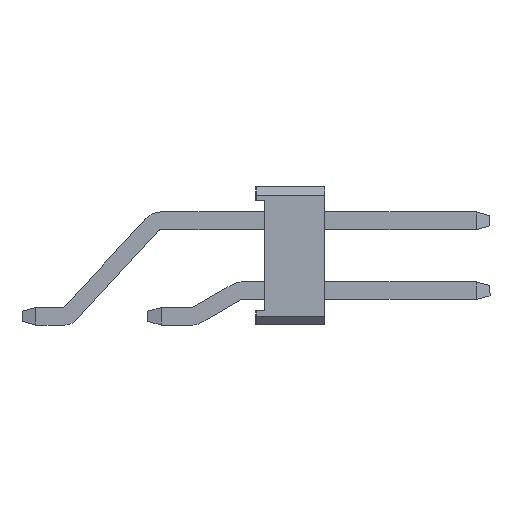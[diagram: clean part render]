
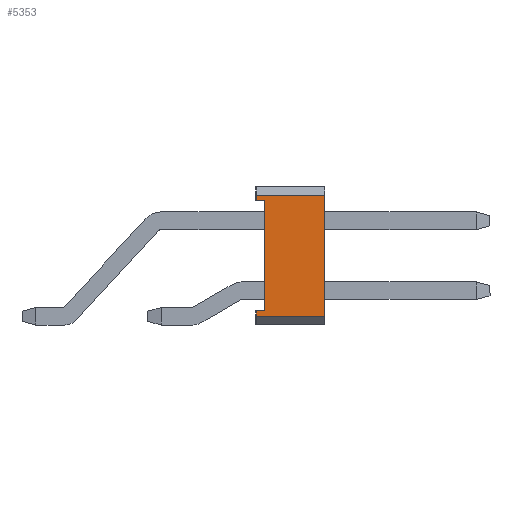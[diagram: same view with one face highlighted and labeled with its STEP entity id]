
A CAD part, left-side view. The second image highlights one B-rep face of the part: STEP entity #5353.
In plain terms, the highlighted planar face has unit normal (-1, 0, 0).
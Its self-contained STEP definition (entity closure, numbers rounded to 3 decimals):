
#18 = CARTESIAN_POINT ( 'NONE',  ( -3.81, -2.55, 3.5 ) ) ;
#102 = CARTESIAN_POINT ( 'NONE',  ( -3.81, -0.05, -0.9 ) ) ;
#311 = DIRECTION ( 'NONE',  ( 0., 1., 0. ) ) ;
#874 = VERTEX_POINT ( 'NONE', #14386 ) ;
#924 = VECTOR ( 'NONE', #3042, 1000. ) ;
#1174 = VERTEX_POINT ( 'NONE', #102 ) ;
#1464 = EDGE_CURVE ( 'NONE', #1174, #874, #4402, .T. ) ;
#1581 = CARTESIAN_POINT ( 'NONE',  ( -3.81, -0.05, 3.5 ) ) ;
#1828 = FACE_OUTER_BOUND ( 'NONE', #14777, .T. ) ;
#1861 = CARTESIAN_POINT ( 'NONE',  ( -3.81, -2.55, 3.3 ) ) ;
#2090 = LINE ( 'NONE', #1861, #3745 ) ;
#2783 = DIRECTION ( 'NONE',  ( 0., 0., 1. ) ) ;
#2929 = LINE ( 'NONE', #14350, #924 ) ;
#3042 = DIRECTION ( 'NONE',  ( 0., 0., 1. ) ) ;
#3745 = VECTOR ( 'NONE', #14913, 1000. ) ;
#3958 = CARTESIAN_POINT ( 'NONE',  ( -3.81, -0.35, 3.3 ) ) ;
#4402 = LINE ( 'NONE', #17354, #5964 ) ;
#4673 = DIRECTION ( 'NONE',  ( 0., 0., 1. ) ) ;
#4826 = ORIENTED_EDGE ( 'NONE', *, *, #15443, .T. ) ;
#4900 = VERTEX_POINT ( 'NONE', #3958 ) ;
#5045 = EDGE_CURVE ( 'NONE', #874, #10248, #18368, .T. ) ;
#5106 = ORIENTED_EDGE ( 'NONE', *, *, #14341, .F. ) ;
#5149 = CARTESIAN_POINT ( 'NONE',  ( -3.81, -2.55, 3.5 ) ) ;
#5271 = DIRECTION ( 'NONE',  ( 0., -1., 0. ) ) ;
#5353 = ADVANCED_FACE ( 'NONE', ( #1828 ), #13257, .T. ) ;
#5676 = CARTESIAN_POINT ( 'NONE',  ( -3.81, -0.05, 3.3 ) ) ;
#5684 = CARTESIAN_POINT ( 'NONE',  ( -3.81, -2.55, 3.5 ) ) ;
#5964 = VECTOR ( 'NONE', #2783, 1000. ) ;
#5987 = DIRECTION ( 'NONE',  ( 0., 1., 0. ) ) ;
#6064 = ORIENTED_EDGE ( 'NONE', *, *, #8416, .F. ) ;
#6382 = VERTEX_POINT ( 'NONE', #5676 ) ;
#6545 = LINE ( 'NONE', #18, #10625 ) ;
#7952 = CARTESIAN_POINT ( 'NONE',  ( -3.81, -0.35, 3.5 ) ) ;
#8011 = VECTOR ( 'NONE', #5271, 1000. ) ;
#8102 = VERTEX_POINT ( 'NONE', #16881 ) ;
#8178 = LINE ( 'NONE', #7952, #19775 ) ;
#8243 = EDGE_CURVE ( 'NONE', #10248, #4900, #8178, .T. ) ;
#8416 = EDGE_CURVE ( 'NONE', #8102, #1174, #21110, .T. ) ;
#8969 = EDGE_CURVE ( 'NONE', #6382, #14757, #2929, .T. ) ;
#9084 = VECTOR ( 'NONE', #311, 1000. ) ;
#9741 = AXIS2_PLACEMENT_3D ( 'NONE', #5149, #11872, #18442 ) ;
#10248 = VERTEX_POINT ( 'NONE', #21083 ) ;
#10420 = CARTESIAN_POINT ( 'NONE',  ( -3.81, -2.55, -0.7 ) ) ;
#10625 = VECTOR ( 'NONE', #11476, 1000. ) ;
#11476 = DIRECTION ( 'NONE',  ( 0., 0., 1. ) ) ;
#11872 = DIRECTION ( 'NONE',  ( -1., 0., 0. ) ) ;
#12360 = ORIENTED_EDGE ( 'NONE', *, *, #8969, .F. ) ;
#12657 = VECTOR ( 'NONE', #5987, 1000. ) ;
#12975 = ORIENTED_EDGE ( 'NONE', *, *, #8243, .F. ) ;
#13257 = PLANE ( 'NONE',  #9741 ) ;
#14115 = LINE ( 'NONE', #5684, #12657 ) ;
#14341 = EDGE_CURVE ( 'NONE', #4900, #6382, #2090, .T. ) ;
#14350 = CARTESIAN_POINT ( 'NONE',  ( -3.81, -0.05, 3.5 ) ) ;
#14386 = CARTESIAN_POINT ( 'NONE',  ( -3.81, -0.05, -0.7 ) ) ;
#14757 = VERTEX_POINT ( 'NONE', #1581 ) ;
#14777 = EDGE_LOOP ( 'NONE', ( #21060, #20292, #6064, #14831, #4826, #12360, #5106, #12975 ) ) ;
#14831 = ORIENTED_EDGE ( 'NONE', *, *, #15285, .T. ) ;
#14864 = CARTESIAN_POINT ( 'NONE',  ( -3.81, -2.55, -0.9 ) ) ;
#14913 = DIRECTION ( 'NONE',  ( 0., 1., 0. ) ) ;
#15285 = EDGE_CURVE ( 'NONE', #8102, #20842, #6545, .T. ) ;
#15443 = EDGE_CURVE ( 'NONE', #20842, #14757, #14115, .T. ) ;
#16881 = CARTESIAN_POINT ( 'NONE',  ( -3.81, -2.55, -0.9 ) ) ;
#17354 = CARTESIAN_POINT ( 'NONE',  ( -3.81, -0.05, 3.5 ) ) ;
#18368 = LINE ( 'NONE', #10420, #8011 ) ;
#18442 = DIRECTION ( 'NONE',  ( 0., -1., 0. ) ) ;
#19775 = VECTOR ( 'NONE', #4673, 1000. ) ;
#20292 = ORIENTED_EDGE ( 'NONE', *, *, #1464, .F. ) ;
#20842 = VERTEX_POINT ( 'NONE', #21012 ) ;
#21012 = CARTESIAN_POINT ( 'NONE',  ( -3.81, -2.55, 3.5 ) ) ;
#21060 = ORIENTED_EDGE ( 'NONE', *, *, #5045, .F. ) ;
#21083 = CARTESIAN_POINT ( 'NONE',  ( -3.81, -0.35, -0.7 ) ) ;
#21110 = LINE ( 'NONE', #14864, #9084 ) ;
